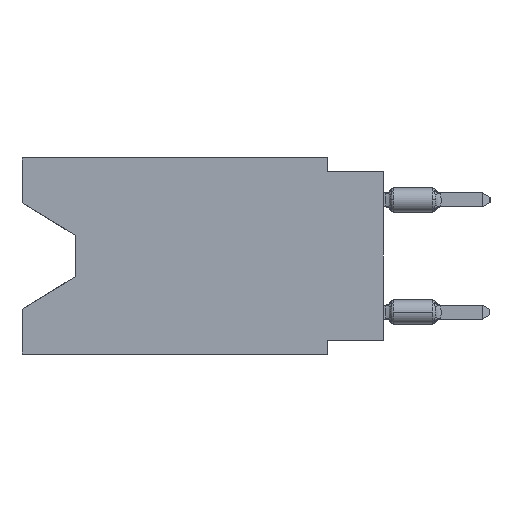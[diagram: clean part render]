
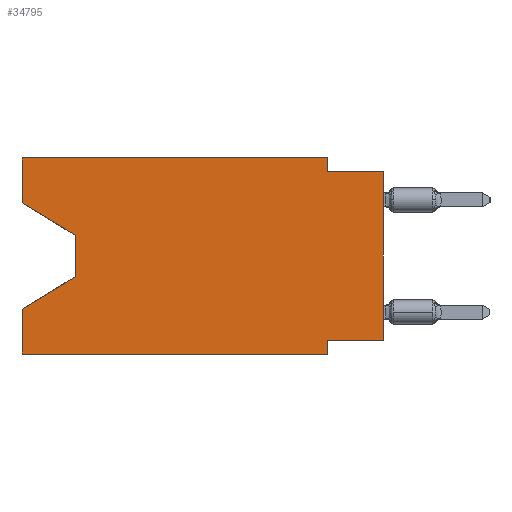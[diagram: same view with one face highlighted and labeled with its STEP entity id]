
A CAD part, left-side view. The second image highlights one B-rep face of the part: STEP entity #34795.
In plain terms, the highlighted planar face has unit normal (-1, 0, 0).
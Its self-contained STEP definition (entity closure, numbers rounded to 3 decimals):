
#709 = VERTEX_POINT ( 'NONE', #50474 ) ;
#919 = DIRECTION ( 'NONE',  ( 0., 0., -1. ) ) ;
#1449 = LINE ( 'NONE', #1733, #45445 ) ;
#1733 = CARTESIAN_POINT ( 'NONE',  ( 0., 0., -0.635 ) ) ;
#1743 = VERTEX_POINT ( 'NONE', #56984 ) ;
#1997 = LINE ( 'NONE', #19613, #17955 ) ;
#2235 = LINE ( 'NONE', #46187, #35073 ) ;
#2428 = EDGE_CURVE ( 'NONE', #24384, #23365, #21295, .T. ) ;
#3679 = DIRECTION ( 'NONE',  ( 0., -0.855, -0.519 ) ) ;
#4404 = VECTOR ( 'NONE', #12098, 1000. ) ;
#4848 = VECTOR ( 'NONE', #22422, 1000. ) ;
#5105 = VECTOR ( 'NONE', #14924, 1000. ) ;
#5261 = PLANE ( 'NONE',  #33059 ) ;
#5546 = CARTESIAN_POINT ( 'NONE',  ( 0., 16.383, 0. ) ) ;
#5586 = CARTESIAN_POINT ( 'NONE',  ( 0., 2.54, 0. ) ) ;
#7346 = EDGE_LOOP ( 'NONE', ( #16068, #18973, #36064, #19793, #11060, #28457, #34883, #18596, #40859, #20106, #14011, #20441 ) ) ;
#7770 = VERTEX_POINT ( 'NONE', #40506 ) ;
#8508 = CARTESIAN_POINT ( 'NONE',  ( 0., 13.97, -5.385 ) ) ;
#8929 = CARTESIAN_POINT ( 'NONE',  ( 0., 2.54, -8.255 ) ) ;
#11060 = ORIENTED_EDGE ( 'NONE', *, *, #19666, .T. ) ;
#11237 = CARTESIAN_POINT ( 'NONE',  ( 0., 0., -8.255 ) ) ;
#11882 = VECTOR ( 'NONE', #24239, 1000. ) ;
#12065 = LINE ( 'NONE', #44618, #51693 ) ;
#12098 = DIRECTION ( 'NONE',  ( 0., 1., 0. ) ) ;
#14011 = ORIENTED_EDGE ( 'NONE', *, *, #25613, .F. ) ;
#14924 = DIRECTION ( 'NONE',  ( 0., 0., -1. ) ) ;
#15293 = LINE ( 'NONE', #54892, #54028 ) ;
#15631 = DIRECTION ( 'NONE',  ( 0., 0., 1. ) ) ;
#15918 = LINE ( 'NONE', #43288, #24672 ) ;
#16068 = ORIENTED_EDGE ( 'NONE', *, *, #19769, .T. ) ;
#16155 = DIRECTION ( 'NONE',  ( 0., 0., 1. ) ) ;
#17523 = CARTESIAN_POINT ( 'NONE',  ( 0., 13.97, -5.385 ) ) ;
#17936 = LINE ( 'NONE', #35285, #36796 ) ;
#17955 = VECTOR ( 'NONE', #37230, 1000. ) ;
#18596 = ORIENTED_EDGE ( 'NONE', *, *, #33518, .T. ) ;
#18973 = ORIENTED_EDGE ( 'NONE', *, *, #18976, .T. ) ;
#18976 = EDGE_CURVE ( 'NONE', #22146, #24384, #17936, .T. ) ;
#19111 = DIRECTION ( 'NONE',  ( 1., 0., 0. ) ) ;
#19570 = DIRECTION ( 'NONE',  ( 0., -1., 0. ) ) ;
#19613 = CARTESIAN_POINT ( 'NONE',  ( 0., 16.383, 0. ) ) ;
#19666 = EDGE_CURVE ( 'NONE', #56427, #23216, #2235, .T. ) ;
#19769 = EDGE_CURVE ( 'NONE', #38886, #22146, #12065, .T. ) ;
#19793 = ORIENTED_EDGE ( 'NONE', *, *, #51740, .F. ) ;
#20106 = ORIENTED_EDGE ( 'NONE', *, *, #54551, .F. ) ;
#20441 = ORIENTED_EDGE ( 'NONE', *, *, #29438, .F. ) ;
#21295 = LINE ( 'NONE', #17523, #4848 ) ;
#22146 = VERTEX_POINT ( 'NONE', #51445 ) ;
#22289 = VERTEX_POINT ( 'NONE', #8929 ) ;
#22422 = DIRECTION ( 'NONE',  ( 0., 0.855, -0.519 ) ) ;
#22883 = FACE_OUTER_BOUND ( 'NONE', #7346, .T. ) ;
#23116 = LINE ( 'NONE', #46230, #11882 ) ;
#23216 = VERTEX_POINT ( 'NONE', #39689 ) ;
#23256 = CARTESIAN_POINT ( 'NONE',  ( 0., 16.383, -2.038 ) ) ;
#23365 = VERTEX_POINT ( 'NONE', #39963 ) ;
#23478 = LINE ( 'NONE', #5586, #30380 ) ;
#24239 = DIRECTION ( 'NONE',  ( 0., 0., 1. ) ) ;
#24384 = VERTEX_POINT ( 'NONE', #8508 ) ;
#24672 = VECTOR ( 'NONE', #15631, 1000. ) ;
#25613 = EDGE_CURVE ( 'NONE', #46712, #7770, #1997, .T. ) ;
#28457 = ORIENTED_EDGE ( 'NONE', *, *, #46522, .F. ) ;
#29438 = EDGE_CURVE ( 'NONE', #38886, #46712, #15293, .T. ) ;
#30380 = VECTOR ( 'NONE', #54430, 1000. ) ;
#33059 = AXIS2_PLACEMENT_3D ( 'NONE', #5546, #19111, #919 ) ;
#33212 = LINE ( 'NONE', #11237, #4404 ) ;
#33518 = EDGE_CURVE ( 'NONE', #44539, #1743, #15918, .T. ) ;
#34795 = ADVANCED_FACE ( 'NONE', ( #22883 ), #5261, .F. ) ;
#34883 = ORIENTED_EDGE ( 'NONE', *, *, #50636, .F. ) ;
#35073 = VECTOR ( 'NONE', #19570, 1000. ) ;
#35285 = CARTESIAN_POINT ( 'NONE',  ( 0., 13.97, -3.505 ) ) ;
#35570 = DIRECTION ( 'NONE',  ( 0., 0., -1. ) ) ;
#36064 = ORIENTED_EDGE ( 'NONE', *, *, #2428, .T. ) ;
#36796 = VECTOR ( 'NONE', #35570, 1000. ) ;
#37230 = DIRECTION ( 'NONE',  ( 0., -1., 0. ) ) ;
#38886 = VERTEX_POINT ( 'NONE', #23256 ) ;
#39689 = CARTESIAN_POINT ( 'NONE',  ( 0., 2.54, -8.89 ) ) ;
#39860 = EDGE_CURVE ( 'NONE', #709, #1743, #1449, .T. ) ;
#39963 = CARTESIAN_POINT ( 'NONE',  ( 0., 16.383, -6.852 ) ) ;
#40291 = CARTESIAN_POINT ( 'NONE',  ( 0., 16.383, 0. ) ) ;
#40506 = CARTESIAN_POINT ( 'NONE',  ( 0., 2.54, 0. ) ) ;
#40859 = ORIENTED_EDGE ( 'NONE', *, *, #39860, .F. ) ;
#41906 = CARTESIAN_POINT ( 'NONE',  ( 0., 16.383, -8.89 ) ) ;
#43288 = CARTESIAN_POINT ( 'NONE',  ( 0., 0., 0. ) ) ;
#43739 = CARTESIAN_POINT ( 'NONE',  ( 0., 0., -8.255 ) ) ;
#44539 = VERTEX_POINT ( 'NONE', #43739 ) ;
#44618 = CARTESIAN_POINT ( 'NONE',  ( 0., 16.383, -2.038 ) ) ;
#45445 = VECTOR ( 'NONE', #51378, 1000. ) ;
#45846 = LINE ( 'NONE', #50775, #5105 ) ;
#46187 = CARTESIAN_POINT ( 'NONE',  ( 0., 16.383, -8.89 ) ) ;
#46230 = CARTESIAN_POINT ( 'NONE',  ( 0., 16.383, 0. ) ) ;
#46522 = EDGE_CURVE ( 'NONE', #22289, #23216, #45846, .T. ) ;
#46712 = VERTEX_POINT ( 'NONE', #40291 ) ;
#50474 = CARTESIAN_POINT ( 'NONE',  ( 0., 2.54, -0.635 ) ) ;
#50636 = EDGE_CURVE ( 'NONE', #44539, #22289, #33212, .T. ) ;
#50775 = CARTESIAN_POINT ( 'NONE',  ( 0., 2.54, -8.89 ) ) ;
#51378 = DIRECTION ( 'NONE',  ( 0., -1., 0. ) ) ;
#51445 = CARTESIAN_POINT ( 'NONE',  ( 0., 13.97, -3.505 ) ) ;
#51693 = VECTOR ( 'NONE', #3679, 1000. ) ;
#51740 = EDGE_CURVE ( 'NONE', #56427, #23365, #23116, .T. ) ;
#54028 = VECTOR ( 'NONE', #16155, 1000. ) ;
#54430 = DIRECTION ( 'NONE',  ( 0., 0., -1. ) ) ;
#54551 = EDGE_CURVE ( 'NONE', #7770, #709, #23478, .T. ) ;
#54892 = CARTESIAN_POINT ( 'NONE',  ( 0., 16.383, 0. ) ) ;
#56427 = VERTEX_POINT ( 'NONE', #41906 ) ;
#56984 = CARTESIAN_POINT ( 'NONE',  ( 0., 0., -0.635 ) ) ;
